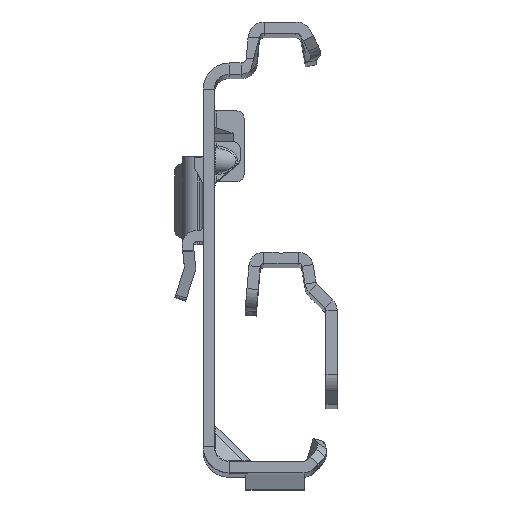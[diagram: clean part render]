
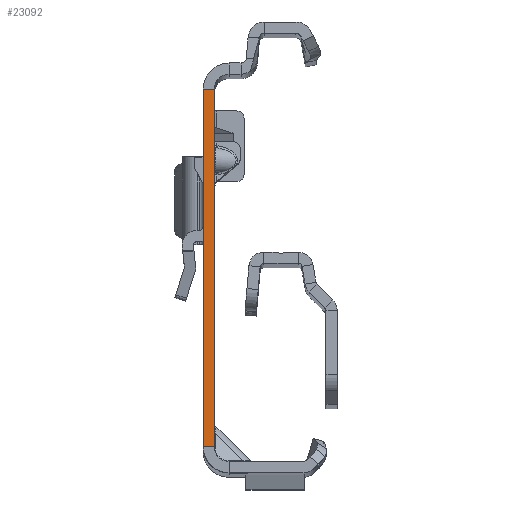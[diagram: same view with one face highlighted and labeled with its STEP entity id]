
A CAD part, top view. The second image highlights one B-rep face of the part: STEP entity #23092.
In plain terms, the highlighted planar face has unit normal (0, 0, 1).
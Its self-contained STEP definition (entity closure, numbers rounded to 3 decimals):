
#1061 = ORIENTED_EDGE ( 'NONE', *, *, #30382, .T. ) ;
#3097 = CARTESIAN_POINT ( 'NONE',  ( 0., -25.865, 0. ) ) ;
#4324 = ORIENTED_EDGE ( 'NONE', *, *, #38965, .F. ) ;
#4619 = EDGE_CURVE ( 'NONE', #26032, #26462, #47450, .T. ) ;
#5163 = DIRECTION ( 'NONE',  ( 0., -1., 0. ) ) ;
#6333 = DIRECTION ( 'NONE',  ( -1., 0., 0. ) ) ;
#6978 = VERTEX_POINT ( 'NONE', #19343 ) ;
#9783 = DIRECTION ( 'NONE',  ( 0., 0., 1. ) ) ;
#12382 = AXIS2_PLACEMENT_3D ( 'NONE', #35152, #9783, #36112 ) ;
#12605 = CARTESIAN_POINT ( 'NONE',  ( -1.5, -25.865, 0. ) ) ;
#13464 = PLANE ( 'NONE',  #12382 ) ;
#13607 = VECTOR ( 'NONE', #6333, 1000. ) ;
#14382 = CARTESIAN_POINT ( 'NONE',  ( -1.5, -27.865, 0. ) ) ;
#16284 = VERTEX_POINT ( 'NONE', #24001 ) ;
#18689 = ORIENTED_EDGE ( 'NONE', *, *, #34002, .F. ) ;
#19343 = CARTESIAN_POINT ( 'NONE',  ( 0., -25.865, 0. ) ) ;
#20502 = LINE ( 'NONE', #39241, #13607 ) ;
#22093 = DIRECTION ( 'NONE',  ( -1., 0., 0. ) ) ;
#22330 = LINE ( 'NONE', #3097, #45000 ) ;
#23092 = ADVANCED_FACE ( 'NONE', ( #31965 ), #13464, .T. ) ;
#24001 = CARTESIAN_POINT ( 'NONE',  ( 0., 22.135, 0. ) ) ;
#26032 = VERTEX_POINT ( 'NONE', #35410 ) ;
#26462 = VERTEX_POINT ( 'NONE', #12605 ) ;
#30382 = EDGE_CURVE ( 'NONE', #16284, #26032, #20502, .T. ) ;
#31586 = ORIENTED_EDGE ( 'NONE', *, *, #4619, .T. ) ;
#31965 = FACE_OUTER_BOUND ( 'NONE', #37709, .T. ) ;
#34002 = EDGE_CURVE ( 'NONE', #6978, #26462, #22330, .T. ) ;
#35152 = CARTESIAN_POINT ( 'NONE',  ( -1.5, -27.865, 0. ) ) ;
#35410 = CARTESIAN_POINT ( 'NONE',  ( -1.5, 22.135, 0. ) ) ;
#36112 = DIRECTION ( 'NONE',  ( 1., 0., 0. ) ) ;
#37709 = EDGE_LOOP ( 'NONE', ( #4324, #1061, #31586, #18689 ) ) ;
#38965 = EDGE_CURVE ( 'NONE', #16284, #6978, #46072, .T. ) ;
#39036 = VECTOR ( 'NONE', #44080, 1000. ) ;
#39241 = CARTESIAN_POINT ( 'NONE',  ( 0., 22.135, 0. ) ) ;
#44080 = DIRECTION ( 'NONE',  ( 0., -1., 0. ) ) ;
#45000 = VECTOR ( 'NONE', #22093, 1000. ) ;
#45595 = CARTESIAN_POINT ( 'NONE',  ( 0., -27.865, 0. ) ) ;
#46072 = LINE ( 'NONE', #45595, #46795 ) ;
#46795 = VECTOR ( 'NONE', #5163, 1000. ) ;
#47450 = LINE ( 'NONE', #14382, #39036 ) ;
